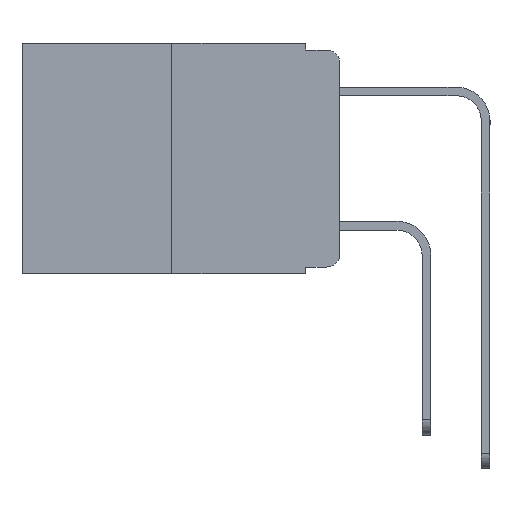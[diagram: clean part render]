
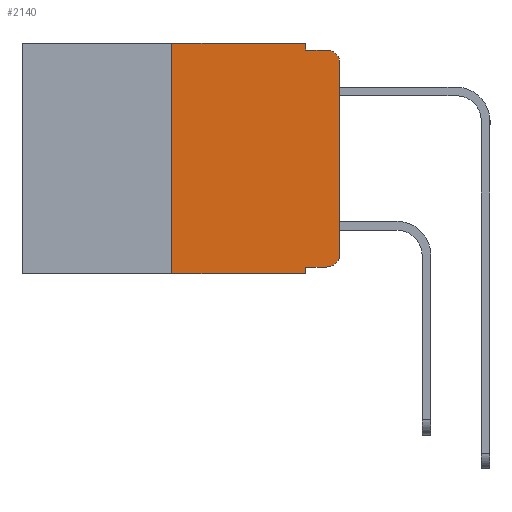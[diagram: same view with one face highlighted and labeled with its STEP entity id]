
A CAD part, left-side view. The second image highlights one B-rep face of the part: STEP entity #2140.
In plain terms, the highlighted planar face has unit normal (-1, 0, 0).
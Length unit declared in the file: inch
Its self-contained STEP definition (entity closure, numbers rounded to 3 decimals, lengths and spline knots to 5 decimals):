
#213 = CIRCLE ( 'NONE', #6530, 0.02 ) ;
#687 = EDGE_CURVE ( 'NONE', #9795, #1129, #13378, .T. ) ;
#885 = ORIENTED_EDGE ( 'NONE', *, *, #6540, .T. ) ;
#927 = CARTESIAN_POINT ( 'NONE',  ( 0., 0.051, -0.01 ) ) ;
#931 = DIRECTION ( 'NONE',  ( 0., -1., 0. ) ) ;
#1129 = VERTEX_POINT ( 'NONE', #10378 ) ;
#1264 = FACE_OUTER_BOUND ( 'NONE', #10830, .T. ) ;
#1353 = ORIENTED_EDGE ( 'NONE', *, *, #5819, .T. ) ;
#1486 = VERTEX_POINT ( 'NONE', #12814 ) ;
#1517 = DIRECTION ( 'NONE',  ( -1., 0., 0. ) ) ;
#1521 = CARTESIAN_POINT ( 'NONE',  ( 0., 0., -0.313 ) ) ;
#1563 = CARTESIAN_POINT ( 'NONE',  ( 0., 0.02, -0.313 ) ) ;
#1583 = ORIENTED_EDGE ( 'NONE', *, *, #5901, .T. ) ;
#1725 = CARTESIAN_POINT ( 'NONE',  ( 0., 0.051, 0. ) ) ;
#1843 = ORIENTED_EDGE ( 'NONE', *, *, #7977, .F. ) ;
#1936 = ORIENTED_EDGE ( 'NONE', *, *, #687, .F. ) ;
#2140 = ADVANCED_FACE ( 'NONE', ( #1264 ), #11552, .F. ) ;
#2241 = ORIENTED_EDGE ( 'NONE', *, *, #13773, .F. ) ;
#2249 = DIRECTION ( 'NONE',  ( 0., -1., 0. ) ) ;
#2254 = CARTESIAN_POINT ( 'NONE',  ( 0., 0.051, 0. ) ) ;
#2283 = ORIENTED_EDGE ( 'NONE', *, *, #5081, .F. ) ;
#2291 = LINE ( 'NONE', #2254, #10445 ) ;
#2461 = LINE ( 'NONE', #1725, #13331 ) ;
#2687 = DIRECTION ( 'NONE',  ( 0., 0., -1. ) ) ;
#2889 = ORIENTED_EDGE ( 'NONE', *, *, #2935, .F. ) ;
#2935 = EDGE_CURVE ( 'NONE', #9560, #10898, #2291, .T. ) ;
#3837 = VERTEX_POINT ( 'NONE', #1521 ) ;
#4211 = DIRECTION ( 'NONE',  ( 0., 0., -1. ) ) ;
#4347 = CARTESIAN_POINT ( 'NONE',  ( 0., 0., -0.03 ) ) ;
#4931 = CARTESIAN_POINT ( 'NONE',  ( 0., 0.473, -0.343 ) ) ;
#5081 = EDGE_CURVE ( 'NONE', #1486, #13728, #11651, .T. ) ;
#5339 = DIRECTION ( 'NONE',  ( 0., 0., 1. ) ) ;
#5819 = EDGE_CURVE ( 'NONE', #12623, #3837, #10814, .T. ) ;
#5901 = EDGE_CURVE ( 'NONE', #1486, #10898, #7067, .T. ) ;
#6223 = ORIENTED_EDGE ( 'NONE', *, *, #12403, .T. ) ;
#6257 = CARTESIAN_POINT ( 'NONE',  ( 0., 0.051, -0.343 ) ) ;
#6416 = VECTOR ( 'NONE', #5339, 39.37008 ) ;
#6530 = AXIS2_PLACEMENT_3D ( 'NONE', #8024, #1517, #9071 ) ;
#6540 = EDGE_CURVE ( 'NONE', #9560, #12623, #13060, .T. ) ;
#6743 = AXIS2_PLACEMENT_3D ( 'NONE', #1563, #9118, #2687 ) ;
#6750 = CARTESIAN_POINT ( 'NONE',  ( 0., 0.473, 0. ) ) ;
#7067 = LINE ( 'NONE', #4931, #7418 ) ;
#7418 = VECTOR ( 'NONE', #11262, 39.37008 ) ;
#7846 = DIRECTION ( 'NONE',  ( 0., -1., 0. ) ) ;
#7901 = ORIENTED_EDGE ( 'NONE', *, *, #11024, .T. ) ;
#7922 = VECTOR ( 'NONE', #931, 39.37008 ) ;
#7977 = EDGE_CURVE ( 'NONE', #13728, #12040, #9329, .T. ) ;
#7995 = CARTESIAN_POINT ( 'NONE',  ( 0., 0.25, 0. ) ) ;
#8024 = CARTESIAN_POINT ( 'NONE',  ( 0., 0.02, -0.03 ) ) ;
#8204 = DIRECTION ( 'NONE',  ( 0., 0., -1. ) ) ;
#8367 = CARTESIAN_POINT ( 'NONE',  ( 0., 0.02, -0.333 ) ) ;
#8436 = CARTESIAN_POINT ( 'NONE',  ( 0., 0.051, 0. ) ) ;
#8627 = CARTESIAN_POINT ( 'NONE',  ( 0., 0.051, -0.01 ) ) ;
#8692 = CARTESIAN_POINT ( 'NONE',  ( 0., 0.051, -0.333 ) ) ;
#8915 = VECTOR ( 'NONE', #13132, 39.37008 ) ;
#9071 = DIRECTION ( 'NONE',  ( 0., 0., -1. ) ) ;
#9118 = DIRECTION ( 'NONE',  ( -1., 0., 0. ) ) ;
#9258 = LINE ( 'NONE', #13711, #6416 ) ;
#9281 = CARTESIAN_POINT ( 'NONE',  ( 0., 0.051, -0.333 ) ) ;
#9329 = LINE ( 'NONE', #6750, #9640 ) ;
#9560 = VERTEX_POINT ( 'NONE', #9281 ) ;
#9640 = VECTOR ( 'NONE', #7846, 39.37008 ) ;
#9795 = VERTEX_POINT ( 'NONE', #8627 ) ;
#10378 = CARTESIAN_POINT ( 'NONE',  ( 0., 0.02, -0.01 ) ) ;
#10445 = VECTOR ( 'NONE', #10762, 39.37008 ) ;
#10550 = DIRECTION ( 'NONE',  ( 1., 0., 0. ) ) ;
#10762 = DIRECTION ( 'NONE',  ( 0., 0., -1. ) ) ;
#10814 = CIRCLE ( 'NONE', #6743, 0.02 ) ;
#10830 = EDGE_LOOP ( 'NONE', ( #7901, #6223, #1936, #2241, #1843, #2283, #1583, #2889, #885, #1353 ) ) ;
#10881 = AXIS2_PLACEMENT_3D ( 'NONE', #13606, #10550, #4211 ) ;
#10898 = VERTEX_POINT ( 'NONE', #6257 ) ;
#11024 = EDGE_CURVE ( 'NONE', #3837, #11743, #9258, .T. ) ;
#11262 = DIRECTION ( 'NONE',  ( 0., -1., 0. ) ) ;
#11552 = PLANE ( 'NONE',  #10881 ) ;
#11651 = LINE ( 'NONE', #7995, #8915 ) ;
#11743 = VERTEX_POINT ( 'NONE', #4347 ) ;
#12040 = VERTEX_POINT ( 'NONE', #8436 ) ;
#12270 = CARTESIAN_POINT ( 'NONE',  ( 0., 0.25, 0. ) ) ;
#12403 = EDGE_CURVE ( 'NONE', #11743, #1129, #213, .T. ) ;
#12623 = VERTEX_POINT ( 'NONE', #8367 ) ;
#12814 = CARTESIAN_POINT ( 'NONE',  ( 0., 0.25, -0.343 ) ) ;
#13060 = LINE ( 'NONE', #8692, #13366 ) ;
#13132 = DIRECTION ( 'NONE',  ( 0., 0., 1. ) ) ;
#13331 = VECTOR ( 'NONE', #8204, 39.37008 ) ;
#13366 = VECTOR ( 'NONE', #2249, 39.37008 ) ;
#13378 = LINE ( 'NONE', #927, #7922 ) ;
#13606 = CARTESIAN_POINT ( 'NONE',  ( 0., 0.473, 0. ) ) ;
#13711 = CARTESIAN_POINT ( 'NONE',  ( 0., 0., 0. ) ) ;
#13728 = VERTEX_POINT ( 'NONE', #12270 ) ;
#13773 = EDGE_CURVE ( 'NONE', #12040, #9795, #2461, .T. ) ;
